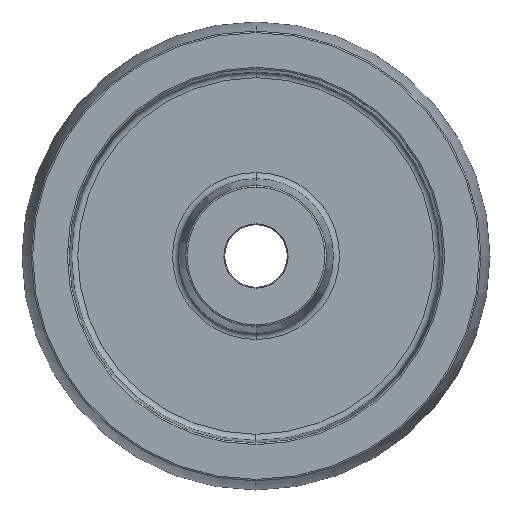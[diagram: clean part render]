
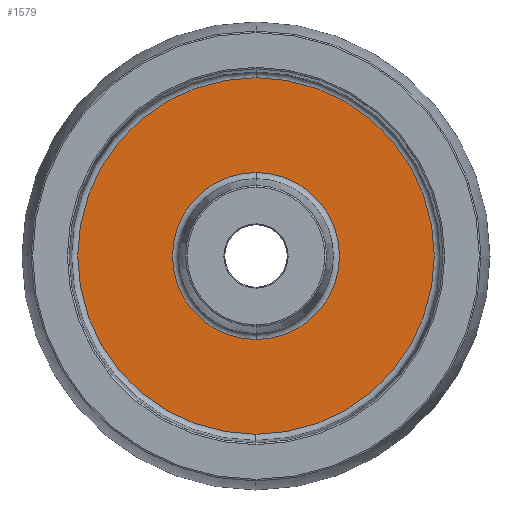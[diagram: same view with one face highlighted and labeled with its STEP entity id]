
A CAD part, left-side view. The second image highlights one B-rep face of the part: STEP entity #1579.
In plain terms, the highlighted planar face has unit normal (-1, 0, 0).
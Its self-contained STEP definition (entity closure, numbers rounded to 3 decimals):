
#80 = EDGE_CURVE ( 'NONE', #149, #331, #1024, .T. ) ;
#86 = CARTESIAN_POINT ( 'NONE',  ( -9., 0., 57.143 ) ) ;
#93 = AXIS2_PLACEMENT_3D ( 'NONE', #315, #618, #1753 ) ;
#149 = VERTEX_POINT ( 'NONE', #695 ) ;
#159 = EDGE_CURVE ( 'NONE', #913, #1588, #437, .T. ) ;
#251 = AXIS2_PLACEMENT_3D ( 'NONE', #1714, #546, #1113 ) ;
#267 = EDGE_CURVE ( 'NONE', #331, #149, #923, .T. ) ;
#315 = CARTESIAN_POINT ( 'NONE',  ( -9., 0., 0. ) ) ;
#323 = CARTESIAN_POINT ( 'NONE',  ( -9., 0., -57.143 ) ) ;
#331 = VERTEX_POINT ( 'NONE', #1317 ) ;
#344 = CARTESIAN_POINT ( 'NONE',  ( -9., 0., 0. ) ) ;
#351 = DIRECTION ( 'NONE',  ( 0., 0., 1. ) ) ;
#437 = CIRCLE ( 'NONE', #1492, 57.143 ) ;
#512 = FACE_OUTER_BOUND ( 'NONE', #1749, .T. ) ;
#546 = DIRECTION ( 'NONE',  ( 1., 0., 0. ) ) ;
#618 = DIRECTION ( 'NONE',  ( -1., 0., 0. ) ) ;
#695 = CARTESIAN_POINT ( 'NONE',  ( -9., 0., 26.766 ) ) ;
#788 = DIRECTION ( 'NONE',  ( 1., 0., 0. ) ) ;
#820 = DIRECTION ( 'NONE',  ( 0., 0., 1. ) ) ;
#881 = ORIENTED_EDGE ( 'NONE', *, *, #1162, .T. ) ;
#913 = VERTEX_POINT ( 'NONE', #323 ) ;
#923 = CIRCLE ( 'NONE', #251, 26.766 ) ;
#959 = DIRECTION ( 'NONE',  ( -1., 0., 0. ) ) ;
#1003 = CARTESIAN_POINT ( 'NONE',  ( -9., 0., 0. ) ) ;
#1005 = ORIENTED_EDGE ( 'NONE', *, *, #80, .T. ) ;
#1024 = CIRCLE ( 'NONE', #1250, 26.766 ) ;
#1113 = DIRECTION ( 'NONE',  ( 0., 0., 1. ) ) ;
#1162 = EDGE_CURVE ( 'NONE', #1588, #913, #1815, .T. ) ;
#1250 = AXIS2_PLACEMENT_3D ( 'NONE', #344, #788, #351 ) ;
#1251 = DIRECTION ( 'NONE',  ( 0., 0., 1. ) ) ;
#1296 = ORIENTED_EDGE ( 'NONE', *, *, #267, .T. ) ;
#1317 = CARTESIAN_POINT ( 'NONE',  ( -9., 0., -26.766 ) ) ;
#1323 = EDGE_LOOP ( 'NONE', ( #1005, #1296 ) ) ;
#1492 = AXIS2_PLACEMENT_3D ( 'NONE', #1003, #1690, #1251 ) ;
#1510 = FACE_BOUND ( 'NONE', #1323, .T. ) ;
#1579 = ADVANCED_FACE ( 'NONE', ( #1510, #512 ), #1801, .T. ) ;
#1588 = VERTEX_POINT ( 'NONE', #86 ) ;
#1690 = DIRECTION ( 'NONE',  ( -1., 0., 0. ) ) ;
#1714 = CARTESIAN_POINT ( 'NONE',  ( -9., 0., 0. ) ) ;
#1749 = EDGE_LOOP ( 'NONE', ( #881, #1831 ) ) ;
#1753 = DIRECTION ( 'NONE',  ( 0., 0., 1. ) ) ;
#1779 = CARTESIAN_POINT ( 'NONE',  ( -9., 59., 0. ) ) ;
#1801 = PLANE ( 'NONE',  #1851 ) ;
#1815 = CIRCLE ( 'NONE', #93, 57.143 ) ;
#1831 = ORIENTED_EDGE ( 'NONE', *, *, #159, .T. ) ;
#1851 = AXIS2_PLACEMENT_3D ( 'NONE', #1779, #959, #820 ) ;
